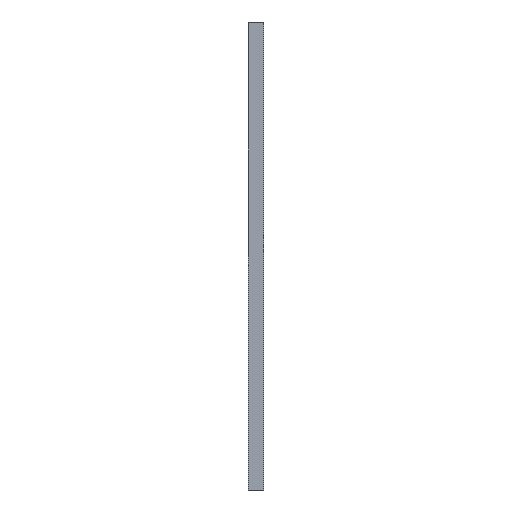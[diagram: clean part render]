
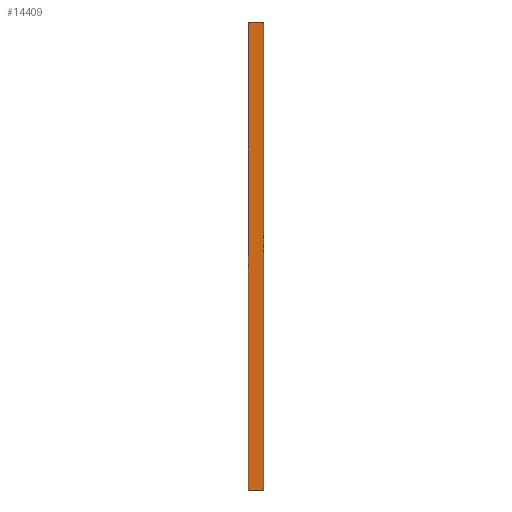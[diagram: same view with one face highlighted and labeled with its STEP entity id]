
A CAD part, left-side view. The second image highlights one B-rep face of the part: STEP entity #14409.
In plain terms, the highlighted planar face has unit normal (-1, 0, 0).
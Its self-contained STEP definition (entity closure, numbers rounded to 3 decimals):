
#2838=CARTESIAN_POINT('',(4.176,-230.801,565.05));
#2839=VERTEX_POINT('',#2838);
#2846=CARTESIAN_POINT('',(4.176,-230.801,475.05));
#2847=VERTEX_POINT('',#2846);
#2848=CARTESIAN_POINT('',(4.176,-230.801,475.05));
#2849=DIRECTION('',(0.,-0.,1.));
#2850=VECTOR('',#2849,90.);
#2851=LINE('',#2848,#2850);
#2852=EDGE_CURVE('',#2847,#2839,#2851,.T.);
#14367=CARTESIAN_POINT('',(4.176,-227.801,475.05));
#14368=VERTEX_POINT('',#14367);
#14377=CARTESIAN_POINT('',(4.176,-230.801,475.05));
#14378=DIRECTION('',(0.,1.,0.));
#14379=VECTOR('',#14378,3.);
#14380=LINE('',#14377,#14379);
#14381=EDGE_CURVE('',#2847,#14368,#14380,.T.);
#14386=CARTESIAN_POINT('',(4.176,-230.801,475.05));
#14387=DIRECTION('',(-1.,0.,0.));
#14388=DIRECTION('',(-0.,-1.,0.));
#14389=AXIS2_PLACEMENT_3D('',#14386,#14387,#14388);
#14390=PLANE('',#14389);
#14391=CARTESIAN_POINT('',(4.176,-227.801,565.05));
#14392=VERTEX_POINT('',#14391);
#14393=CARTESIAN_POINT('',(4.176,-227.801,475.05));
#14394=DIRECTION('',(0.,-0.,1.));
#14395=VECTOR('',#14394,90.);
#14396=LINE('',#14393,#14395);
#14397=EDGE_CURVE('',#14368,#14392,#14396,.T.);
#14398=ORIENTED_EDGE('',*,*,#14397,.F.);
#14399=ORIENTED_EDGE('',*,*,#14381,.F.);
#14400=ORIENTED_EDGE('',*,*,#2852,.T.);
#14401=CARTESIAN_POINT('',(4.176,-230.801,565.05));
#14402=DIRECTION('',(0.,1.,0.));
#14403=VECTOR('',#14402,3.);
#14404=LINE('',#14401,#14403);
#14405=EDGE_CURVE('',#2839,#14392,#14404,.T.);
#14406=ORIENTED_EDGE('',*,*,#14405,.T.);
#14407=EDGE_LOOP('',(#14398,#14399,#14400,#14406));
#14408=FACE_BOUND('',#14407,.T.);
#14409=ADVANCED_FACE('',(#14408),#14390,.T.);
